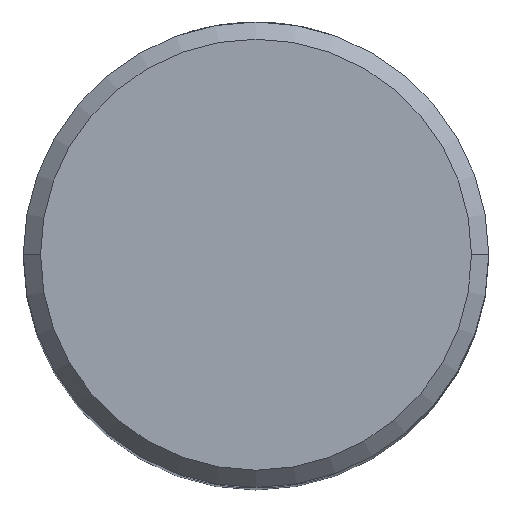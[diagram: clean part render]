
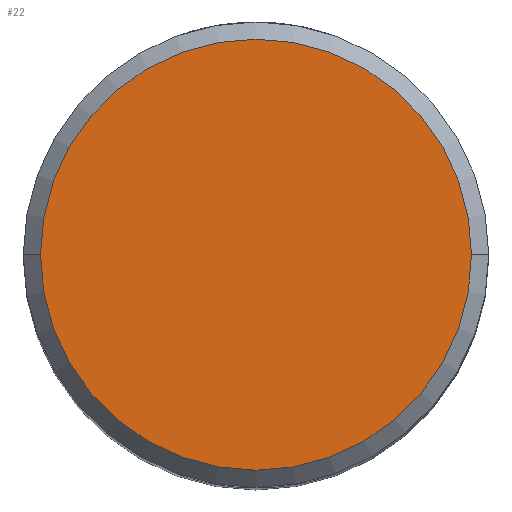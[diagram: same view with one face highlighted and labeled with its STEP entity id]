
A CAD part, top view. The second image highlights one B-rep face of the part: STEP entity #22.
In plain terms, the highlighted planar face has unit normal (0, 0, 1).
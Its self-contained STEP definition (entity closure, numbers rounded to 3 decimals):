
#22 = ADVANCED_FACE ( 'NONE', ( #101 ), #65, .F. ) ;
#26 = ORIENTED_EDGE ( 'NONE', *, *, #93, .T. ) ;
#65 = PLANE ( 'NONE',  #377 ) ;
#67 = CIRCLE ( 'NONE', #294, 12.5 ) ;
#69 = CARTESIAN_POINT ( 'NONE',  ( -12.5, 0., 0. ) ) ;
#93 = EDGE_CURVE ( 'NONE', #424, #161, #199, .T. ) ;
#100 = DIRECTION ( 'NONE',  ( -1., 0., 0. ) ) ;
#101 = FACE_OUTER_BOUND ( 'NONE', #201, .T. ) ;
#110 = DIRECTION ( 'NONE',  ( 1., 0., 0. ) ) ;
#111 = DIRECTION ( 'NONE',  ( 0., 0., 1. ) ) ;
#113 = AXIS2_PLACEMENT_3D ( 'NONE', #304, #111, #110 ) ;
#161 = VERTEX_POINT ( 'NONE', #234 ) ;
#199 = CIRCLE ( 'NONE', #113, 12.5 ) ;
#201 = EDGE_LOOP ( 'NONE', ( #26, #373 ) ) ;
#234 = CARTESIAN_POINT ( 'NONE',  ( 12.5, 0., 0. ) ) ;
#251 = DIRECTION ( 'NONE',  ( 1., 0., 0. ) ) ;
#256 = CARTESIAN_POINT ( 'NONE',  ( 0., 0., 0. ) ) ;
#294 = AXIS2_PLACEMENT_3D ( 'NONE', #256, #372, #251 ) ;
#304 = CARTESIAN_POINT ( 'NONE',  ( 0., 0., 0. ) ) ;
#372 = DIRECTION ( 'NONE',  ( 0., 0., 1. ) ) ;
#373 = ORIENTED_EDGE ( 'NONE', *, *, #453, .T. ) ;
#377 = AXIS2_PLACEMENT_3D ( 'NONE', #468, #398, #100 ) ;
#398 = DIRECTION ( 'NONE',  ( 0., 0., -1. ) ) ;
#424 = VERTEX_POINT ( 'NONE', #69 ) ;
#453 = EDGE_CURVE ( 'NONE', #161, #424, #67, .T. ) ;
#468 = CARTESIAN_POINT ( 'NONE',  ( 0., 12.5, 0. ) ) ;
